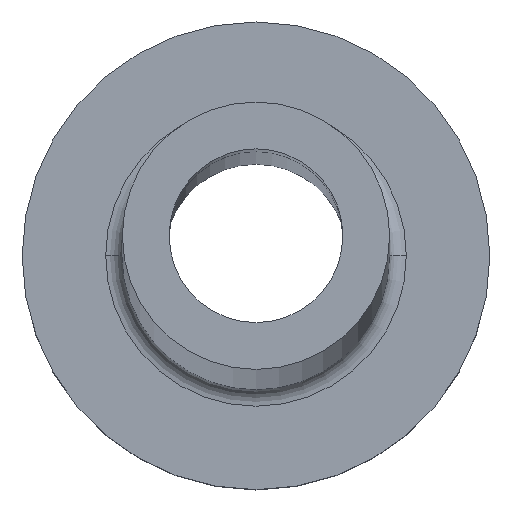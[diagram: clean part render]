
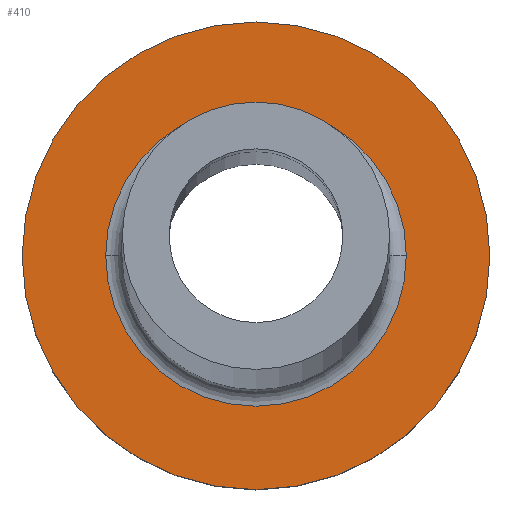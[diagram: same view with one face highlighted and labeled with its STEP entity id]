
A CAD part, top view. The second image highlights one B-rep face of the part: STEP entity #410.
In plain terms, the highlighted planar face has unit normal (0, 0, 1).
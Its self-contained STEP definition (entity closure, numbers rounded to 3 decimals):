
#4 = EDGE_LOOP ( 'NONE', ( #103, #41 ) ) ;
#23 = CARTESIAN_POINT ( 'NONE',  ( -4.5, 0., 5. ) ) ;
#35 = EDGE_CURVE ( 'NONE', #37, #312, #60, .T. ) ;
#37 = VERTEX_POINT ( 'NONE', #369 ) ;
#39 = ORIENTED_EDGE ( 'NONE', *, *, #35, .T. ) ;
#41 = ORIENTED_EDGE ( 'NONE', *, *, #244, .T. ) ;
#60 = CIRCLE ( 'NONE', #177, 7. ) ;
#77 = FACE_OUTER_BOUND ( 'NONE', #190, .T. ) ;
#82 = AXIS2_PLACEMENT_3D ( 'NONE', #215, #438, #117 ) ;
#94 = DIRECTION ( 'NONE',  ( 0., 0., 1. ) ) ;
#97 = AXIS2_PLACEMENT_3D ( 'NONE', #304, #456, #429 ) ;
#103 = ORIENTED_EDGE ( 'NONE', *, *, #339, .T. ) ;
#113 = FACE_BOUND ( 'NONE', #4, .T. ) ;
#117 = DIRECTION ( 'NONE',  ( 1., 0., 0. ) ) ;
#148 = VERTEX_POINT ( 'NONE', #23 ) ;
#171 = CARTESIAN_POINT ( 'NONE',  ( 0., 0., 5. ) ) ;
#172 = VERTEX_POINT ( 'NONE', #259 ) ;
#177 = AXIS2_PLACEMENT_3D ( 'NONE', #265, #94, #451 ) ;
#179 = CARTESIAN_POINT ( 'NONE',  ( 0., 0., 5. ) ) ;
#190 = EDGE_LOOP ( 'NONE', ( #39, #279 ) ) ;
#215 = CARTESIAN_POINT ( 'NONE',  ( 0., 0., 5. ) ) ;
#219 = DIRECTION ( 'NONE',  ( 1., 0., 0. ) ) ;
#241 = CARTESIAN_POINT ( 'NONE',  ( 7., 0., 5. ) ) ;
#244 = EDGE_CURVE ( 'NONE', #148, #172, #324, .T. ) ;
#249 = PLANE ( 'NONE',  #82 ) ;
#259 = CARTESIAN_POINT ( 'NONE',  ( 4.5, 0., 5. ) ) ;
#265 = CARTESIAN_POINT ( 'NONE',  ( 0., 0., 5. ) ) ;
#279 = ORIENTED_EDGE ( 'NONE', *, *, #452, .T. ) ;
#283 = AXIS2_PLACEMENT_3D ( 'NONE', #171, #385, #351 ) ;
#304 = CARTESIAN_POINT ( 'NONE',  ( 0., 0., 5. ) ) ;
#308 = CIRCLE ( 'NONE', #283, 4.5 ) ;
#312 = VERTEX_POINT ( 'NONE', #241 ) ;
#317 = DIRECTION ( 'NONE',  ( 0., 0., 1. ) ) ;
#324 = CIRCLE ( 'NONE', #97, 4.5 ) ;
#332 = AXIS2_PLACEMENT_3D ( 'NONE', #179, #317, #219 ) ;
#339 = EDGE_CURVE ( 'NONE', #172, #148, #308, .T. ) ;
#351 = DIRECTION ( 'NONE',  ( 1., 0., 0. ) ) ;
#368 = CIRCLE ( 'NONE', #332, 7. ) ;
#369 = CARTESIAN_POINT ( 'NONE',  ( -7., 0., 5. ) ) ;
#385 = DIRECTION ( 'NONE',  ( 0., 0., -1. ) ) ;
#410 = ADVANCED_FACE ( 'NONE', ( #113, #77 ), #249, .T. ) ;
#429 = DIRECTION ( 'NONE',  ( 1., 0., 0. ) ) ;
#438 = DIRECTION ( 'NONE',  ( 0., 0., 1. ) ) ;
#451 = DIRECTION ( 'NONE',  ( 1., 0., 0. ) ) ;
#452 = EDGE_CURVE ( 'NONE', #312, #37, #368, .T. ) ;
#456 = DIRECTION ( 'NONE',  ( 0., 0., -1. ) ) ;
